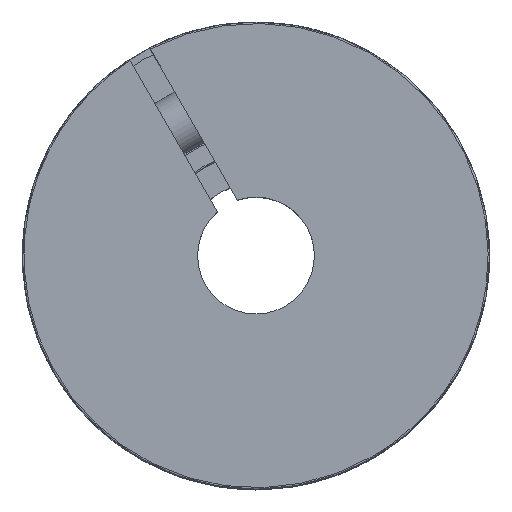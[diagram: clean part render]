
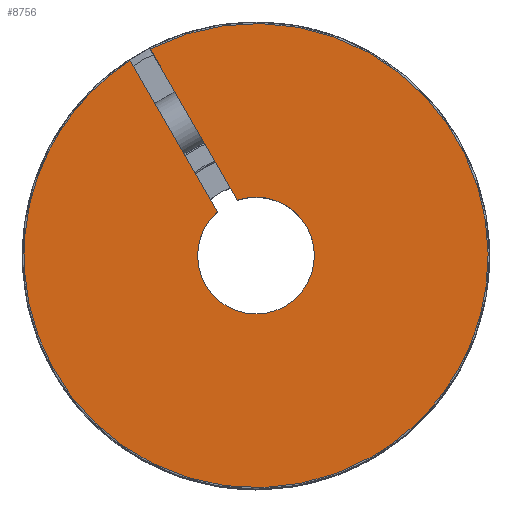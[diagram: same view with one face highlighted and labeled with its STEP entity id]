
A CAD part, top view. The second image highlights one B-rep face of the part: STEP entity #8756.
In plain terms, the highlighted planar face has unit normal (0, 0, 1).
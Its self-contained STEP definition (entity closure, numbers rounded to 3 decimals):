
#104 = DIRECTION ( 'NONE',  ( 0., 0., -1. ) ) ;
#134 = VECTOR ( 'NONE', #732, 1000. ) ;
#137 = EDGE_CURVE ( 'NONE', #11449, #9918, #1511, .T. ) ;
#319 = ORIENTED_EDGE ( 'NONE', *, *, #8851, .T. ) ;
#479 = CARTESIAN_POINT ( 'NONE',  ( -7.307, 14.256, 16. ) ) ;
#659 = ORIENTED_EDGE ( 'NONE', *, *, #11947, .T. ) ;
#687 = VECTOR ( 'NONE', #10117, 1000. ) ;
#723 = AXIS2_PLACEMENT_3D ( 'NONE', #1021, #104, #7736 ) ;
#732 = DIRECTION ( 'NONE',  ( -0.5, 0.866, 0. ) ) ;
#773 = CARTESIAN_POINT ( 'NONE',  ( 7.95, -13.77, 16. ) ) ;
#842 = CARTESIAN_POINT ( 'NONE',  ( 7.95, -13.77, 16. ) ) ;
#895 = CARTESIAN_POINT ( 'NONE',  ( -7.247, 14.152, 16. ) ) ;
#918 = CARTESIAN_POINT ( 'NONE',  ( -8.633, 13.352, 16. ) ) ;
#948 = CIRCLE ( 'NONE', #723, 4. ) ;
#1021 = CARTESIAN_POINT ( 'NONE',  ( 0., 0., 16. ) ) ;
#1069 = ORIENTED_EDGE ( 'NONE', *, *, #137, .T. ) ;
#1247 = AXIS2_PLACEMENT_3D ( 'NONE', #11239, #7487, #10624 ) ;
#1511 = CIRCLE ( 'NONE', #9688, 4. ) ;
#1576 = ORIENTED_EDGE ( 'NONE', *, *, #1883, .F. ) ;
#1841 = EDGE_LOOP ( 'NONE', ( #8917, #1576, #12019, #659, #11236, #319, #1069 ) ) ;
#1883 = EDGE_CURVE ( 'NONE', #5438, #3132, #11381, .T. ) ;
#1931 = CARTESIAN_POINT ( 'NONE',  ( 7.95, -13.77, 16. ) ) ;
#2330 = EDGE_CURVE ( 'NONE', #9918, #3132, #7440, .T. ) ;
#2414 =( BOUNDED_CURVE ( )  B_SPLINE_CURVE ( 3, ( #895, #5558, #12180, #1931 ),
 .UNSPECIFIED., .F., .F. ) 
 B_SPLINE_CURVE_WITH_KNOTS ( ( 4, 4 ),
 ( 0., 0.5 ),
 .UNSPECIFIED. ) 
 CURVE ( )  GEOMETRIC_REPRESENTATION_ITEM ( )  RATIONAL_B_SPLINE_CURVE ( ( 1., 0.35, 0.35, 1. ) ) 
 REPRESENTATION_ITEM ( '' )  );
#2661 = CARTESIAN_POINT ( 'NONE',  ( -7.247, 14.152, 16. ) ) ;
#2799 = EDGE_CURVE ( 'NONE', #8106, #5438, #2414, .T. ) ;
#2834 = CARTESIAN_POINT ( 'NONE',  ( 0., 0., 16. ) ) ;
#3132 = VERTEX_POINT ( 'NONE', #11514 ) ;
#3330 = CARTESIAN_POINT ( 'NONE',  ( 0., 0., 16. ) ) ;
#5001 = AXIS2_PLACEMENT_3D ( 'NONE', #3330, #11954, #9209 ) ;
#5438 = VERTEX_POINT ( 'NONE', #773 ) ;
#5558 = CARTESIAN_POINT ( 'NONE',  ( 19.693, 27.948, 16. ) ) ;
#5628 = DIRECTION ( 'NONE',  ( 0., 0., -1. ) ) ;
#6438 = CARTESIAN_POINT ( 'NONE',  ( -0.693, -0.4, 16. ) ) ;
#6907 = CARTESIAN_POINT ( 'NONE',  ( -1.267, 3.794, 16. ) ) ;
#7386 = LINE ( 'NONE', #479, #687 ) ;
#7423 = CARTESIAN_POINT ( 'NONE',  ( 0., 4., 16. ) ) ;
#7440 = LINE ( 'NONE', #6438, #134 ) ;
#7487 = DIRECTION ( 'NONE',  ( 0., 0., -1. ) ) ;
#7488 = VERTEX_POINT ( 'NONE', #6907 ) ;
#7736 = DIRECTION ( 'NONE',  ( 0., 1., 0. ) ) ;
#7944 = CARTESIAN_POINT ( 'NONE',  ( -2.652, 2.994, 16. ) ) ;
#8106 = VERTEX_POINT ( 'NONE', #2661 ) ;
#8201 = EDGE_CURVE ( 'NONE', #7488, #10589, #10211, .T. ) ;
#8756 = ADVANCED_FACE ( 'NONE', ( #10475 ), #9078, .F. ) ;
#8851 = EDGE_CURVE ( 'NONE', #10589, #11449, #948, .T. ) ;
#8917 = ORIENTED_EDGE ( 'NONE', *, *, #2330, .T. ) ;
#9078 = PLANE ( 'NONE',  #5001 ) ;
#9209 = DIRECTION ( 'NONE',  ( 0., 1., 0. ) ) ;
#9643 = CARTESIAN_POINT ( 'NONE',  ( 0., -4., 16. ) ) ;
#9688 = AXIS2_PLACEMENT_3D ( 'NONE', #2834, #5628, #11351 ) ;
#9918 = VERTEX_POINT ( 'NONE', #7944 ) ;
#10117 = DIRECTION ( 'NONE',  ( 0.5, -0.866, 0. ) ) ;
#10211 = CIRCLE ( 'NONE', #1247, 4. ) ;
#10475 = FACE_OUTER_BOUND ( 'NONE', #1841, .T. ) ;
#10589 = VERTEX_POINT ( 'NONE', #7423 ) ;
#10624 = DIRECTION ( 'NONE',  ( 0., 1., 0. ) ) ;
#11236 = ORIENTED_EDGE ( 'NONE', *, *, #8201, .T. ) ;
#11239 = CARTESIAN_POINT ( 'NONE',  ( 0., 0., 16. ) ) ;
#11351 = DIRECTION ( 'NONE',  ( 0., 1., 0. ) ) ;
#11381 =( BOUNDED_CURVE ( )  B_SPLINE_CURVE ( 3, ( #842, #11385, #12232, #918 ),
 .UNSPECIFIED., .F., .F. ) 
 B_SPLINE_CURVE_WITH_KNOTS ( ( 4, 4 ),
 ( 0.5, 1. ),
 .UNSPECIFIED. ) 
 CURVE ( )  GEOMETRIC_REPRESENTATION_ITEM ( )  RATIONAL_B_SPLINE_CURVE ( ( 1., 0.35, 0.35, 1. ) ) 
 REPRESENTATION_ITEM ( '' )  );
#11385 = CARTESIAN_POINT ( 'NONE',  ( -18.262, -28.903, 16. ) ) ;
#11449 = VERTEX_POINT ( 'NONE', #9643 ) ;
#11514 = CARTESIAN_POINT ( 'NONE',  ( -8.633, 13.352, 16. ) ) ;
#11947 = EDGE_CURVE ( 'NONE', #8106, #7488, #7386, .T. ) ;
#11954 = DIRECTION ( 'NONE',  ( 0., 0., -1. ) ) ;
#12019 = ORIENTED_EDGE ( 'NONE', *, *, #2799, .F. ) ;
#12180 = CARTESIAN_POINT ( 'NONE',  ( 34.162, 1.363, 16. ) ) ;
#12232 = CARTESIAN_POINT ( 'NONE',  ( -34.05, -3.081, 16. ) ) ;
